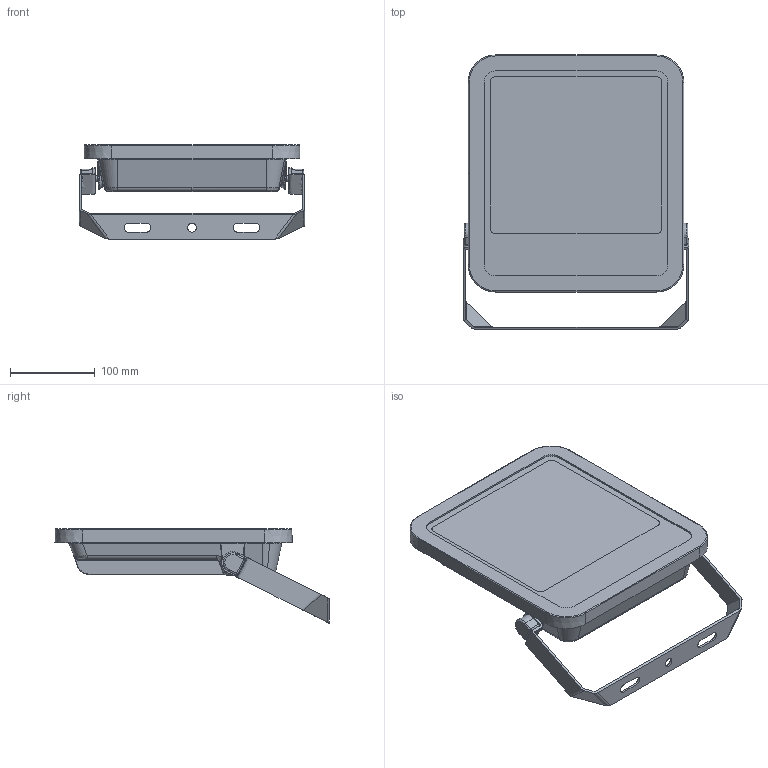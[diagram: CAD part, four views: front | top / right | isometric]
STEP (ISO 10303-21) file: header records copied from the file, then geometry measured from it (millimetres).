
FILE_DESCRIPTION (( 'STEP AP214' ), '1' );
FILE_NAME ('FL_G4_100W.STEP', '2024-05-30T06:17:30', ( '' ), ( '' ), 'SwSTEP 2.0', 'SolidWorks 2022', '' );
FILE_SCHEMA (( 'AUTOMOTIVE_DESIGN' ));
Length unit declared in the file: millimetre
Products named in the file (1): FL_G4_100W
Bounding box: 266 x 323.54 x 111.1 mm (x, y, z)
Volume: 888522.3 mm3; surface area: 502321 mm2
Topology: 7 solids, 7 shells, 707 faces, 1739 edges, 989 vertices
Faces by surface type: cylinder 250, bspline 245, plane 164, cone 22, torus 18, sphere 8
Full cylindrical faces by diameter (mm): 6.8 x2, 8.5 x2, 10.5 x1
Entity records: 40680 total; most frequent: CARTESIAN_POINT 18602, ORIENTED_EDGE 3342, DIRECTION 2482, EDGE_CURVE 1671, VERTEX_POINT 988, AXIS2_PLACEMENT_3D 920, EDGE_LOOP 731, UNCERTAINTY_MEASURE_WITH_UNIT 716
